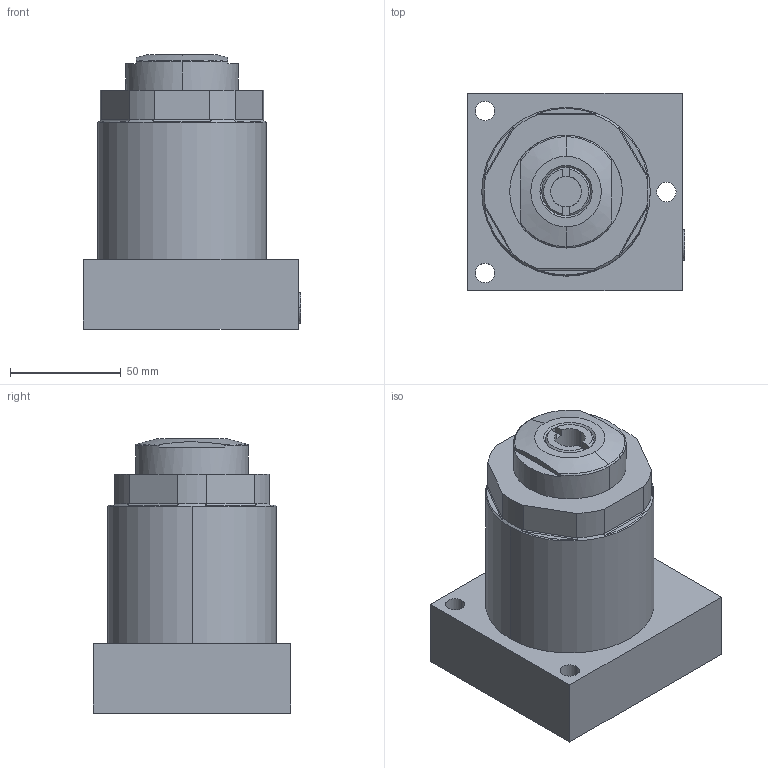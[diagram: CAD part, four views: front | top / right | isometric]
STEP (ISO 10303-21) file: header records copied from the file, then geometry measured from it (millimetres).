
FILE_DESCRIPTION((''),'2;1');
FILE_NAME('ILC10052007','2017-11-09T',('jdw'),(''),'PRO/ENGINEER BY PARAMETRIC TECHNOLOGY CORPORATION, 2013320','PRO/ENGINEER BY PARAMETRIC TECHNOLOGY CORPORATION, 2013320','');
FILE_SCHEMA(('AUTOMOTIVE_DESIGN { 1 0 10303 214 1 1 1 1 }'));
Length unit declared in the file: inch
Products named in the file (1): ILC10052007
Bounding box: 97.87 x 88.9 x 123.57 mm (x, y, z)
Volume: 629043.9 mm3; surface area: 53426.2 mm2
Topology: 1 solids, 2 shells, 91 faces, 222 edges, 140 vertices
Faces by surface type: plane 39, cylinder 34, cone 16, torus 2
Entity records: 3150 total; most frequent: CARTESIAN_POINT 714, DIRECTION 478, ORIENTED_EDGE 444, EDGE_CURVE 222, AXIS2_PLACEMENT_3D 187, VERTEX_POINT 140, COLOUR_RGB 106, VECTOR 104
